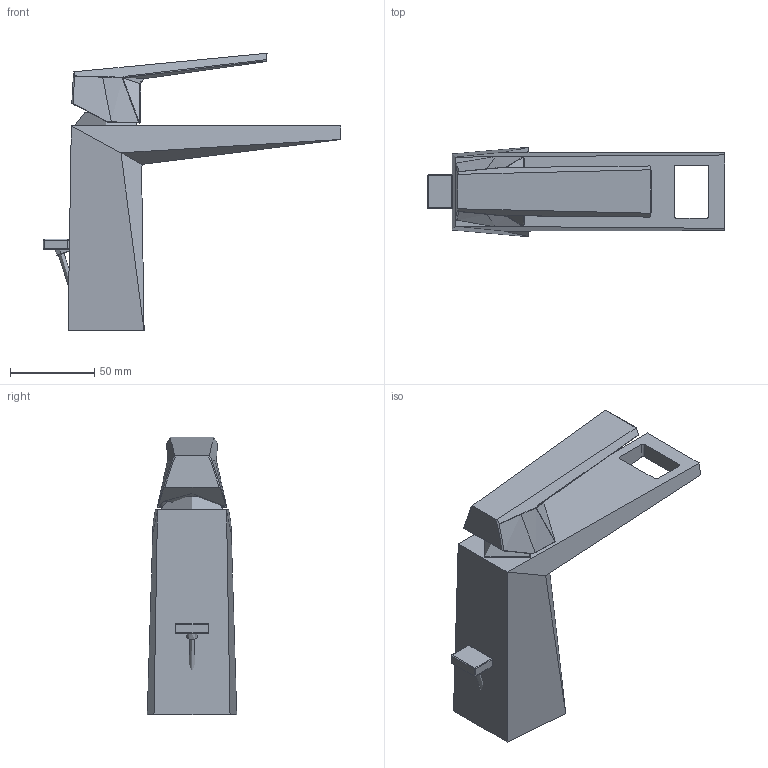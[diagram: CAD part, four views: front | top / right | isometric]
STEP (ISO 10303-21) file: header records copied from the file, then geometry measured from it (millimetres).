
FILE_DESCRIPTION(/* description */ ('Unknown'),/* implementation_level */ '2;1');
FILE_NAME(/* name */ '24398000',/* time_stamp */ '2022-10-27T08:19:49+02:00',/* author */ ('Unknown'),/* organization */ ('GROHE AG'),/* preprocessor_version */ 'ST-DEVELOPER v16.7',/* originating_system */ 'DEX',/* authorisation */ $);
FILE_SCHEMA (('AUTOMOTIVE_DESIGN {1 0 10303 214 3 1 1}'));
Length unit declared in the file: millimetre
Products named in the file (5): 24398000; id11; skin#437; square#9; TRIM REGION
Assembly tree (4 placements, depth 2):
  24398000
    id11
    skin#437
    square#9
    TRIM REGION
Bounding box: 175.98 x 52.91 x 164.2 mm (x, y, z)
Topology: 0 solids, 13 shells, 169 faces, 537 edges, 358 vertices
Faces by surface type: cylinder 65, plane 48, bspline 41, sphere 9, torus 6
Full cylindrical faces by diameter (mm): 0.6 x1, 3.45 x1
Entity records: 8715 total; most frequent: CARTESIAN_POINT 3827, ORIENTED_EDGE 865, DIRECTION 737, EDGE_CURVE 526, VERTEX_POINT 357, AXIS2_PLACEMENT_3D 263, LINE 211, VECTOR 211
